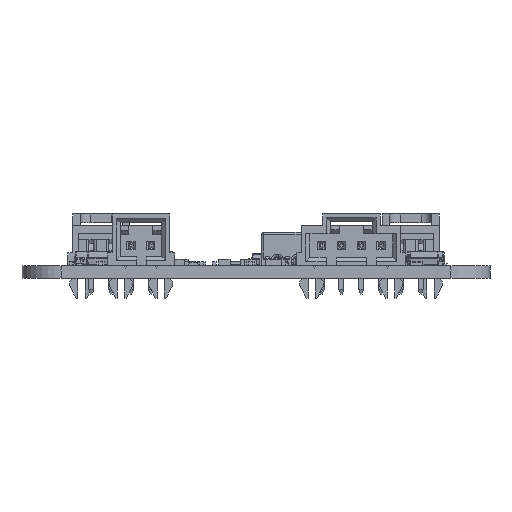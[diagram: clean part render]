
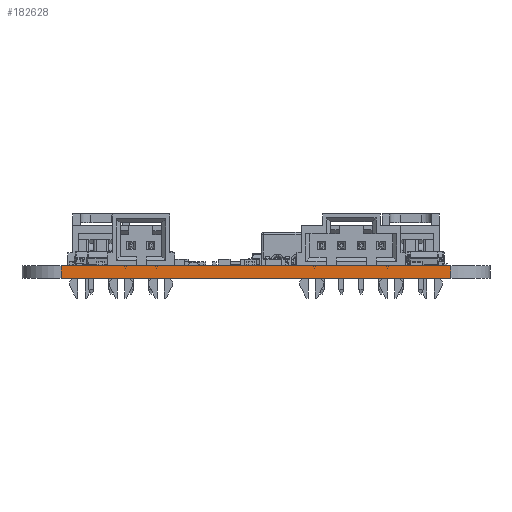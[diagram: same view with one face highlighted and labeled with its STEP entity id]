
A CAD part, front view. The second image highlights one B-rep face of the part: STEP entity #182628.
In plain terms, the highlighted planar face has unit normal (0, -1, 0).
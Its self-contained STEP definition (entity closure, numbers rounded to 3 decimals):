
#173132 = PLANE('',#173133);
#173133 = AXIS2_PLACEMENT_3D('',#173134,#173135,#173136);
#173134 = CARTESIAN_POINT('',(145.059,-97.074,1.6));
#173135 = DIRECTION('',(0.,0.,-1.));
#173136 = DIRECTION('',(-1.,0.,0.));
#173191 = PLANE('',#173192);
#173192 = AXIS2_PLACEMENT_3D('',#173193,#173194,#173195);
#173193 = CARTESIAN_POINT('',(145.059,-97.074,0.));
#173194 = DIRECTION('',(0.,0.,-1.));
#173195 = DIRECTION('',(-1.,0.,0.));
#173520 = VERTEX_POINT('',#173521);
#173521 = CARTESIAN_POINT('',(170.053,-152.552,0.));
#173540 = CYLINDRICAL_SURFACE('',#173541,5.004);
#173541 = AXIS2_PLACEMENT_3D('',#173542,#173543,#173544);
#173542 = CARTESIAN_POINT('',(170.053,-147.549,0.));
#173543 = DIRECTION('',(0.,0.,-1.));
#173544 = DIRECTION('',(1.,0.,0.));
#173552 = EDGE_CURVE('',#173520,#173553,#173555,.T.);
#173553 = VERTEX_POINT('',#173554);
#173554 = CARTESIAN_POINT('',(120.066,-152.552,0.));
#173555 = SURFACE_CURVE('',#173556,(#173560,#173567),.PCURVE_S1.);
#173556 = LINE('',#173557,#173558);
#173557 = CARTESIAN_POINT('',(170.053,-152.552,0.));
#173558 = VECTOR('',#173559,1.);
#173559 = DIRECTION('',(-1.,0.,0.));
#173560 = PCURVE('',#173191,#173561);
#173561 = DEFINITIONAL_REPRESENTATION('',(#173562),#173566);
#173562 = LINE('',#173563,#173564);
#173563 = CARTESIAN_POINT('',(-24.994,-55.479));
#173564 = VECTOR('',#173565,1.);
#173565 = DIRECTION('',(1.,0.));
#173566 = ( GEOMETRIC_REPRESENTATION_CONTEXT(2) 
PARAMETRIC_REPRESENTATION_CONTEXT() REPRESENTATION_CONTEXT('2D SPACE',''
  ) );
#173567 = PCURVE('',#173568,#173573);
#173568 = PLANE('',#173569);
#173569 = AXIS2_PLACEMENT_3D('',#173570,#173571,#173572);
#173570 = CARTESIAN_POINT('',(170.053,-152.552,0.));
#173571 = DIRECTION('',(0.,-1.,0.));
#173572 = DIRECTION('',(-1.,0.,0.));
#173573 = DEFINITIONAL_REPRESENTATION('',(#173574),#173578);
#173574 = LINE('',#173575,#173576);
#173575 = CARTESIAN_POINT('',(0.,0.));
#173576 = VECTOR('',#173577,1.);
#173577 = DIRECTION('',(1.,0.));
#173578 = ( GEOMETRIC_REPRESENTATION_CONTEXT(2) 
PARAMETRIC_REPRESENTATION_CONTEXT() REPRESENTATION_CONTEXT('2D SPACE',''
  ) );
#173601 = CYLINDRICAL_SURFACE('',#173602,5.004);
#173602 = AXIS2_PLACEMENT_3D('',#173603,#173604,#173605);
#173603 = CARTESIAN_POINT('',(120.066,-147.549,0.));
#173604 = DIRECTION('',(0.,0.,-1.));
#173605 = DIRECTION('',(1.,0.,0.));
#178340 = VERTEX_POINT('',#178341);
#178341 = CARTESIAN_POINT('',(170.053,-152.552,1.6));
#178367 = EDGE_CURVE('',#178340,#178368,#178370,.T.);
#178368 = VERTEX_POINT('',#178369);
#178369 = CARTESIAN_POINT('',(120.066,-152.552,1.6));
#178370 = SURFACE_CURVE('',#178371,(#178375,#178382),.PCURVE_S1.);
#178371 = LINE('',#178372,#178373);
#178372 = CARTESIAN_POINT('',(170.053,-152.552,1.6));
#178373 = VECTOR('',#178374,1.);
#178374 = DIRECTION('',(-1.,0.,0.));
#178375 = PCURVE('',#173132,#178376);
#178376 = DEFINITIONAL_REPRESENTATION('',(#178377),#178381);
#178377 = LINE('',#178378,#178379);
#178378 = CARTESIAN_POINT('',(-24.994,-55.479));
#178379 = VECTOR('',#178380,1.);
#178380 = DIRECTION('',(1.,0.));
#178381 = ( GEOMETRIC_REPRESENTATION_CONTEXT(2) 
PARAMETRIC_REPRESENTATION_CONTEXT() REPRESENTATION_CONTEXT('2D SPACE',''
  ) );
#178382 = PCURVE('',#173568,#178383);
#178383 = DEFINITIONAL_REPRESENTATION('',(#178384),#178388);
#178384 = LINE('',#178385,#178386);
#178385 = CARTESIAN_POINT('',(0.,-1.6));
#178386 = VECTOR('',#178387,1.);
#178387 = DIRECTION('',(1.,0.));
#178388 = ( GEOMETRIC_REPRESENTATION_CONTEXT(2) 
PARAMETRIC_REPRESENTATION_CONTEXT() REPRESENTATION_CONTEXT('2D SPACE',''
  ) );
#182580 = EDGE_CURVE('',#173553,#178368,#182581,.T.);
#182581 = SURFACE_CURVE('',#182582,(#182586,#182593),.PCURVE_S1.);
#182582 = LINE('',#182583,#182584);
#182583 = CARTESIAN_POINT('',(120.066,-152.552,0.));
#182584 = VECTOR('',#182585,1.);
#182585 = DIRECTION('',(0.,0.,1.));
#182586 = PCURVE('',#173601,#182587);
#182587 = DEFINITIONAL_REPRESENTATION('',(#182588),#182592);
#182588 = LINE('',#182589,#182590);
#182589 = CARTESIAN_POINT('',(-4.712,0.));
#182590 = VECTOR('',#182591,1.);
#182591 = DIRECTION('',(0.,-1.));
#182592 = ( GEOMETRIC_REPRESENTATION_CONTEXT(2) 
PARAMETRIC_REPRESENTATION_CONTEXT() REPRESENTATION_CONTEXT('2D SPACE',''
  ) );
#182593 = PCURVE('',#173568,#182594);
#182594 = DEFINITIONAL_REPRESENTATION('',(#182595),#182599);
#182595 = LINE('',#182596,#182597);
#182596 = CARTESIAN_POINT('',(49.987,0.));
#182597 = VECTOR('',#182598,1.);
#182598 = DIRECTION('',(0.,-1.));
#182599 = ( GEOMETRIC_REPRESENTATION_CONTEXT(2) 
PARAMETRIC_REPRESENTATION_CONTEXT() REPRESENTATION_CONTEXT('2D SPACE',''
  ) );
#182628 = ADVANCED_FACE('',(#182629),#173568,.T.);
#182629 = FACE_BOUND('',#182630,.T.);
#182630 = EDGE_LOOP('',(#182631,#182652,#182653,#182654));
#182631 = ORIENTED_EDGE('',*,*,#182632,.T.);
#182632 = EDGE_CURVE('',#173520,#178340,#182633,.T.);
#182633 = SURFACE_CURVE('',#182634,(#182638,#182645),.PCURVE_S1.);
#182634 = LINE('',#182635,#182636);
#182635 = CARTESIAN_POINT('',(170.053,-152.552,0.));
#182636 = VECTOR('',#182637,1.);
#182637 = DIRECTION('',(0.,0.,1.));
#182638 = PCURVE('',#173568,#182639);
#182639 = DEFINITIONAL_REPRESENTATION('',(#182640),#182644);
#182640 = LINE('',#182641,#182642);
#182641 = CARTESIAN_POINT('',(0.,0.));
#182642 = VECTOR('',#182643,1.);
#182643 = DIRECTION('',(0.,-1.));
#182644 = ( GEOMETRIC_REPRESENTATION_CONTEXT(2) 
PARAMETRIC_REPRESENTATION_CONTEXT() REPRESENTATION_CONTEXT('2D SPACE',''
  ) );
#182645 = PCURVE('',#173540,#182646);
#182646 = DEFINITIONAL_REPRESENTATION('',(#182647),#182651);
#182647 = LINE('',#182648,#182649);
#182648 = CARTESIAN_POINT('',(-4.712,0.));
#182649 = VECTOR('',#182650,1.);
#182650 = DIRECTION('',(0.,-1.));
#182651 = ( GEOMETRIC_REPRESENTATION_CONTEXT(2) 
PARAMETRIC_REPRESENTATION_CONTEXT() REPRESENTATION_CONTEXT('2D SPACE',''
  ) );
#182652 = ORIENTED_EDGE('',*,*,#178367,.T.);
#182653 = ORIENTED_EDGE('',*,*,#182580,.F.);
#182654 = ORIENTED_EDGE('',*,*,#173552,.F.);
